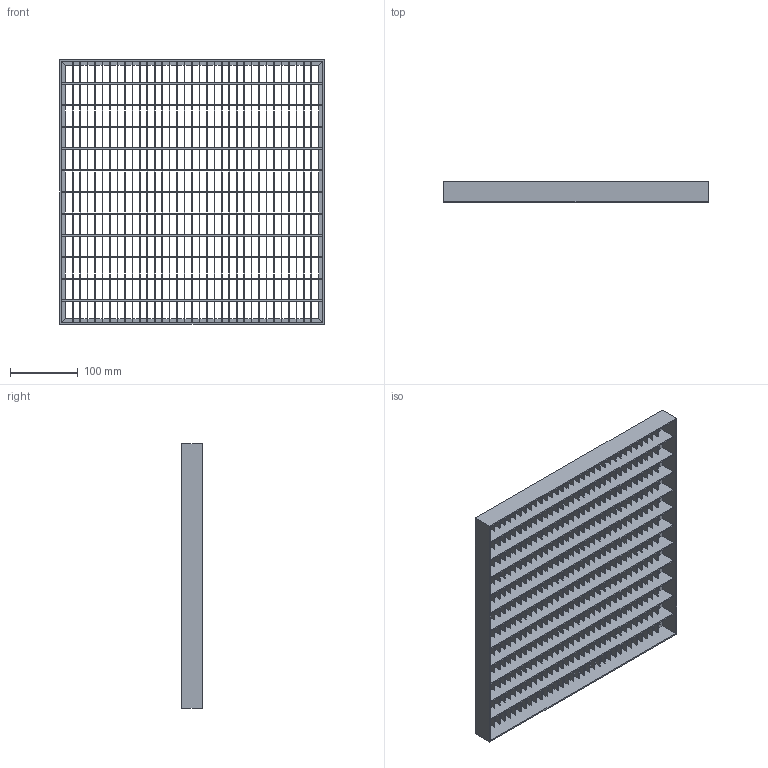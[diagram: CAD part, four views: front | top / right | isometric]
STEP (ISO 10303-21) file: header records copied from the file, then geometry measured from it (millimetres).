
FILE_DESCRIPTION (( 'STEP AP203' ), '1' );
FILE_NAME ('23.39393130.7.STEP', '2015-12-04T07:23:39', ( '' ), ( '' ), 'SwSTEP 2.0', 'SolidWorks 2015', '' );
FILE_SCHEMA (( 'CONFIG_CONTROL_DESIGN' ));
Length unit declared in the file: millimetre
Products named in the file (1): 23.39393130.7
Bounding box: 390 x 30 x 390 mm (x, y, z)
Volume: 442460 mm3; surface area: 598568 mm2
Topology: 1 solids, 1 shells, 1418 faces, 5456 edges, 3632 vertices
Faces by surface type: plane 1418
Entity records: 57706 total; most frequent: ORIENTED_EDGE 10912, CARTESIAN_POINT 10522, DIRECTION 8289, EDGE_CURVE 5456, VECTOR 5451, LINE 5451, VERTEX_POINT 3632, EDGE_LOOP 1826
